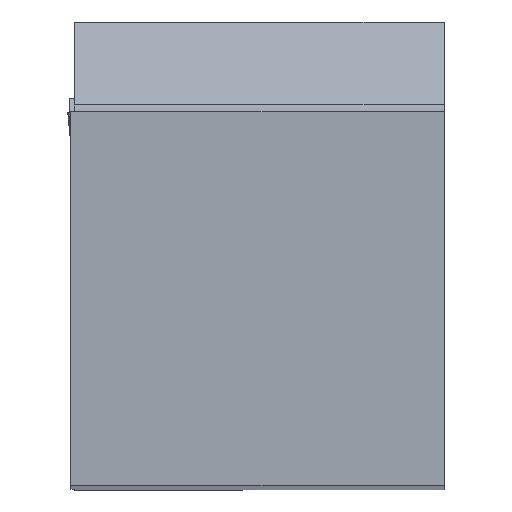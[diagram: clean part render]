
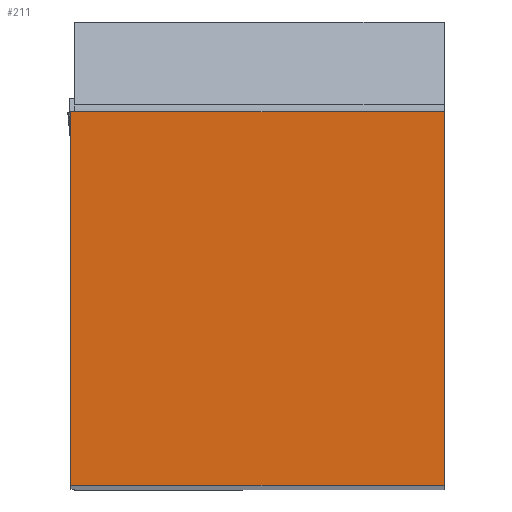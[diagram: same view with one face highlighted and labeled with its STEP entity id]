
A CAD part, top view. The second image highlights one B-rep face of the part: STEP entity #211.
In plain terms, the highlighted planar face has unit normal (0, 0, 1).
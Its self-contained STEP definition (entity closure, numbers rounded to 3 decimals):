
#211=ADVANCED_FACE('CU_BACK_SU1',(#333),#281,.F.);
#281=PLANE('',#1675);
#333=FACE_OUTER_BOUND('',#410,.T.);
#410=EDGE_LOOP('',(#902,#903,#904,#905));
#504=LINE('',#2178,#653);
#512=LINE('',#2197,#661);
#523=LINE('',#2226,#672);
#533=LINE('',#2315,#682);
#653=VECTOR('',#1798,1.);
#661=VECTOR('',#1814,1.);
#672=VECTOR('',#1841,1.);
#682=VECTOR('',#1883,1.);
#902=ORIENTED_EDGE('',*,*,#1392,.T.);
#903=ORIENTED_EDGE('',*,*,#1402,.T.);
#904=ORIENTED_EDGE('',*,*,#1437,.T.);
#905=ORIENTED_EDGE('',*,*,#1417,.F.);
#1247=VERTEX_POINT('',#2177);
#1248=VERTEX_POINT('',#2179);
#1254=VERTEX_POINT('',#2196);
#1265=VERTEX_POINT('',#2227);
#1392=EDGE_CURVE('',#1248,#1247,#504,.T.);
#1402=EDGE_CURVE('',#1247,#1254,#512,.T.);
#1417=EDGE_CURVE('',#1248,#1265,#523,.T.);
#1437=EDGE_CURVE('',#1254,#1265,#533,.T.);
#1675=AXIS2_PLACEMENT_3D('',#2316,#1884,#1885);
#1798=DIRECTION('',(1.,0.,0.));
#1814=DIRECTION('',(0.,1.,0.));
#1841=DIRECTION('',(0.,1.,0.));
#1883=DIRECTION('',(-1.,0.,0.));
#1884=DIRECTION('',(0.,0.,-1.));
#1885=DIRECTION('',(-1.,0.,0.));
#2177=CARTESIAN_POINT('',(0.,0.,0.));
#2178=CARTESIAN_POINT('',(22.795,0.,0.));
#2179=CARTESIAN_POINT('',(-15.9,0.,0.));
#2196=CARTESIAN_POINT('',(0.,15.9,0.));
#2197=CARTESIAN_POINT('',(0.,35.9,0.));
#2226=CARTESIAN_POINT('',(-15.9,35.9,0.));
#2227=CARTESIAN_POINT('',(-15.9,15.9,0.));
#2315=CARTESIAN_POINT('',(22.795,15.9,0.));
#2316=CARTESIAN_POINT('',(22.795,35.9,0.));
